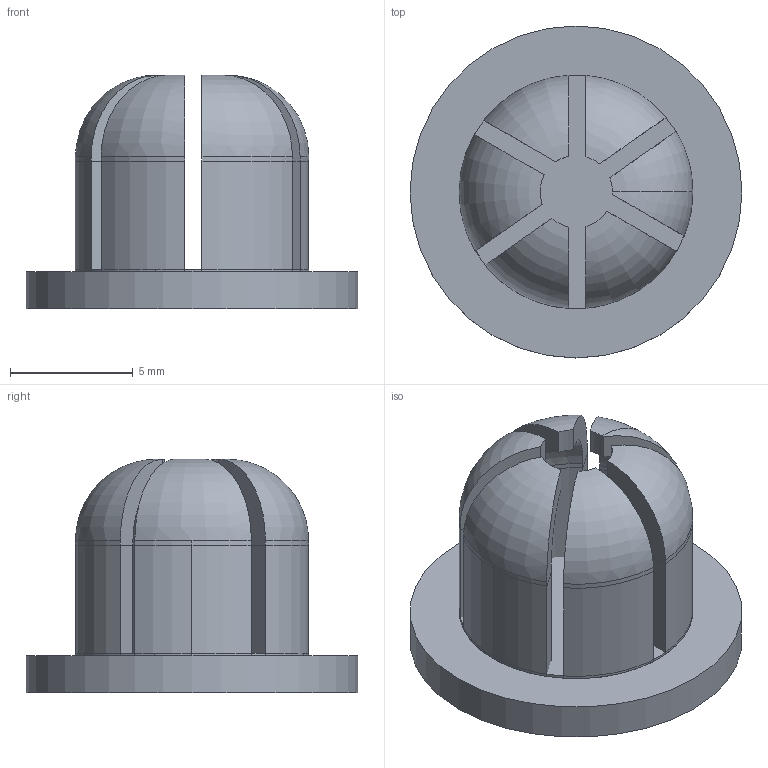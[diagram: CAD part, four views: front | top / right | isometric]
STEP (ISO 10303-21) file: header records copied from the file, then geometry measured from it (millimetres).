
FILE_DESCRIPTION(('HOOPS Exchange Step'),'2;1');
FILE_NAME('temp_export.step','2020-04-22T18:56:12-05:00',('mobile'),('Shapr3D Limited'),'HOOPS Exchange 2018.1','Shapr3D','Authorized');
FILE_SCHEMA( ('AP203_CONFIGURATION_CONTROLLED_3D_DESIGN_OF_MECHANICAL_PARTS_AND_ASSEMBLIES_MIM_LF') );
Length unit declared in the file: millimetre
Products named in the file (1): temp_export.x_b
Bounding box: 13.5 x 13.5 x 9.5 mm (x, y, z)
Volume: 398.6 mm3; surface area: 980.3 mm2
Topology: 14 solids, 14 shells, 100 faces, 220 edges, 148 vertices
Faces by surface type: plane 46, cylinder 40, torus 14
Full cylindrical faces by diameter (mm): 9.5 x1, 13.5 x1
Entity records: 3494 total; most frequent: CARTESIAN_POINT 1258, DIRECTION 456, ORIENTED_EDGE 440, EDGE_CURVE 220, AXIS2_PLACEMENT_3D 175, VERTEX_POINT 148, VECTOR 106, LINE 106
